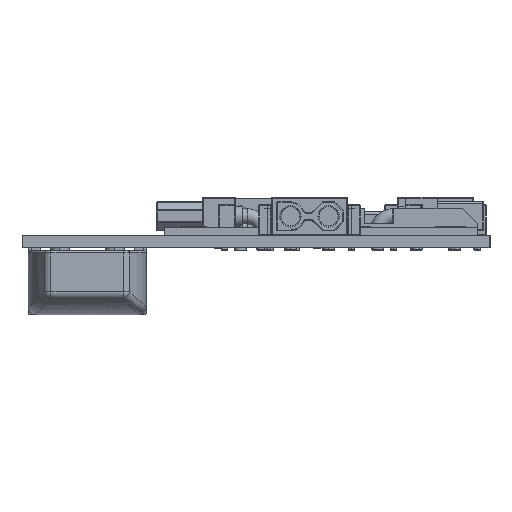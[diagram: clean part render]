
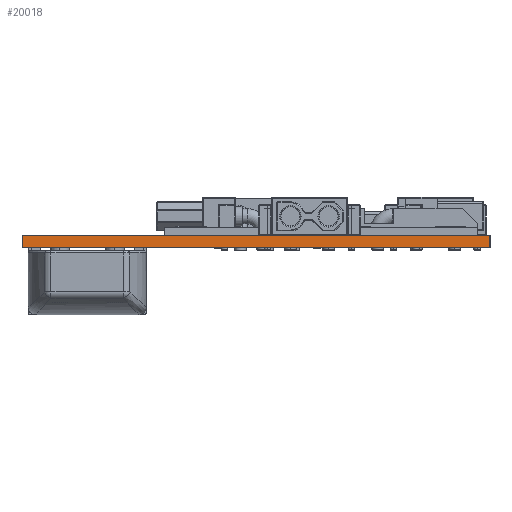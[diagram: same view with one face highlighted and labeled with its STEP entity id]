
A CAD part, left-side view. The second image highlights one B-rep face of the part: STEP entity #20018.
In plain terms, the highlighted planar face has unit normal (-1, 0, 0).
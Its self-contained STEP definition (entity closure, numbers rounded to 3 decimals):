
#18901 = VERTEX_POINT('',#18902);
#18902 = CARTESIAN_POINT('',(60.452,-110.871,0.));
#18908 = EDGE_CURVE('',#18901,#18909,#18911,.T.);
#18909 = VERTEX_POINT('',#18910);
#18910 = CARTESIAN_POINT('',(60.452,-49.657,0.));
#18911 = LINE('',#18912,#18913);
#18912 = CARTESIAN_POINT('',(60.452,-110.871,0.));
#18913 = VECTOR('',#18914,1.);
#18914 = DIRECTION('',(0.,1.,0.));
#19446 = VERTEX_POINT('',#19447);
#19447 = CARTESIAN_POINT('',(60.452,-110.871,1.6));
#19453 = EDGE_CURVE('',#19446,#19454,#19456,.T.);
#19454 = VERTEX_POINT('',#19455);
#19455 = CARTESIAN_POINT('',(60.452,-49.657,1.6));
#19456 = LINE('',#19457,#19458);
#19457 = CARTESIAN_POINT('',(60.452,-110.871,1.6));
#19458 = VECTOR('',#19459,1.);
#19459 = DIRECTION('',(0.,1.,0.));
#19988 = EDGE_CURVE('',#18909,#19454,#19989,.T.);
#19989 = LINE('',#19990,#19991);
#19990 = CARTESIAN_POINT('',(60.452,-49.657,0.));
#19991 = VECTOR('',#19992,1.);
#19992 = DIRECTION('',(0.,0.,1.));
#20007 = EDGE_CURVE('',#18901,#19446,#20008,.T.);
#20008 = LINE('',#20009,#20010);
#20009 = CARTESIAN_POINT('',(60.452,-110.871,0.));
#20010 = VECTOR('',#20011,1.);
#20011 = DIRECTION('',(0.,0.,1.));
#20018 = ADVANCED_FACE('',(#20019),#20025,.T.);
#20019 = FACE_BOUND('',#20020,.T.);
#20020 = EDGE_LOOP('',(#20021,#20022,#20023,#20024));
#20021 = ORIENTED_EDGE('',*,*,#20007,.T.);
#20022 = ORIENTED_EDGE('',*,*,#19453,.T.);
#20023 = ORIENTED_EDGE('',*,*,#19988,.F.);
#20024 = ORIENTED_EDGE('',*,*,#18908,.F.);
#20025 = PLANE('',#20026);
#20026 = AXIS2_PLACEMENT_3D('',#20027,#20028,#20029);
#20027 = CARTESIAN_POINT('',(60.452,-110.871,0.));
#20028 = DIRECTION('',(-1.,0.,0.));
#20029 = DIRECTION('',(0.,1.,0.));
